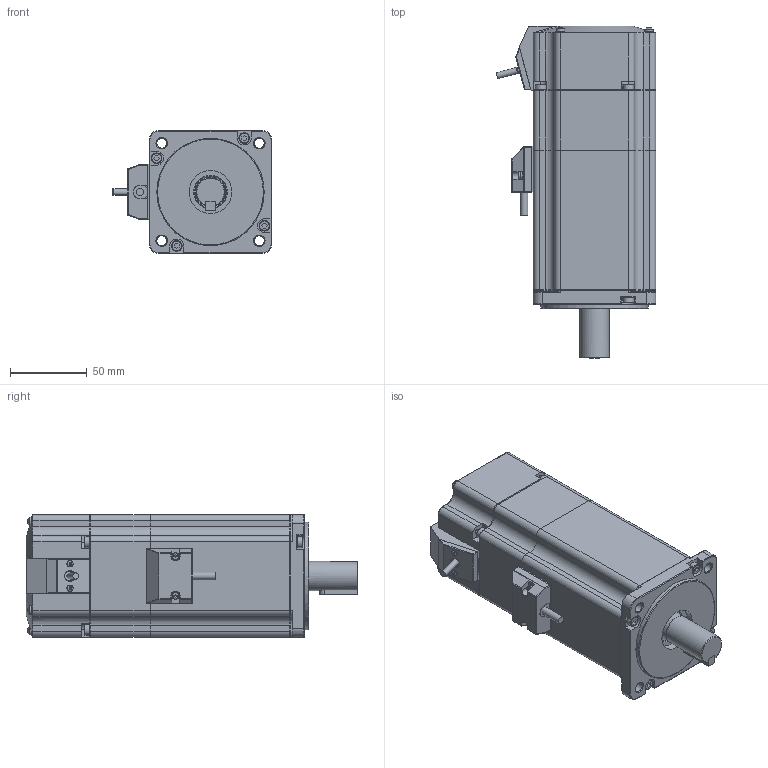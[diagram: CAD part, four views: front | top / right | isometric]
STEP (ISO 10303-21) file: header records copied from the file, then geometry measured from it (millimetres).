
FILE_DESCRIPTION(/* description */ (''),/* implementation_level */ '2;1');
FILE_NAME(/* name */ 'APBA80M048030-EB.stp',/* time_stamp */ '2020-04-09T09:14:51+02:00',/* author */ ('angelika.schneid'),/* organization */ (''),/* preprocessor_version */ 'ST-DEVELOPER v17.2',/* originating_system */ 'Autodesk Inventor 2019',/* authorisation */ '');
FILE_SCHEMA (('AUTOMOTIVE_DESIGN { 1 0 10303 214 3 1 1 }'));
Length unit declared in the file: millimetre
Products named in the file (1): APBA80M048030-EB_Shrinkwrap_1
Bounding box: 104.14 x 216.5 x 80 mm (x, y, z)
Volume: 389797.2 mm3; surface area: 188860 mm2
Topology: 36 solids, 80 shells, 1797 faces, 4865 edges, 3251 vertices
Faces by surface type: plane 1091, cylinder 518, torus 84, cone 82, sphere 20, bspline 2
Full cylindrical faces by diameter (mm): 0.5 x8, 1.6 x2, 1.8 x2, 2.05 x8, 2.2 x2, 2.5 x15, 2.7 x8, 2.8 x4, 3 x23, 3.2 x4, 3.3 x20, 3.4 x4, 4 x26, 4.5 x10, 5 x1, 5.6 x4, 6 x5, 6.5 x5, 7 x10, 14.9 x1, 15 x2, 19 x1, 19.5 x1, 20 x3, 22 x1, 24 x2, 25 x2, 28 x1, 32 x1, 37 x2
Entity records: 60303 total; most frequent: CARTESIAN_POINT 11603, DIRECTION 10002, ORIENTED_EDGE 9560, EDGE_CURVE 4845, AXIS2_PLACEMENT_3D 3504, VERTEX_POINT 3251, LINE 2994, VECTOR 2994
